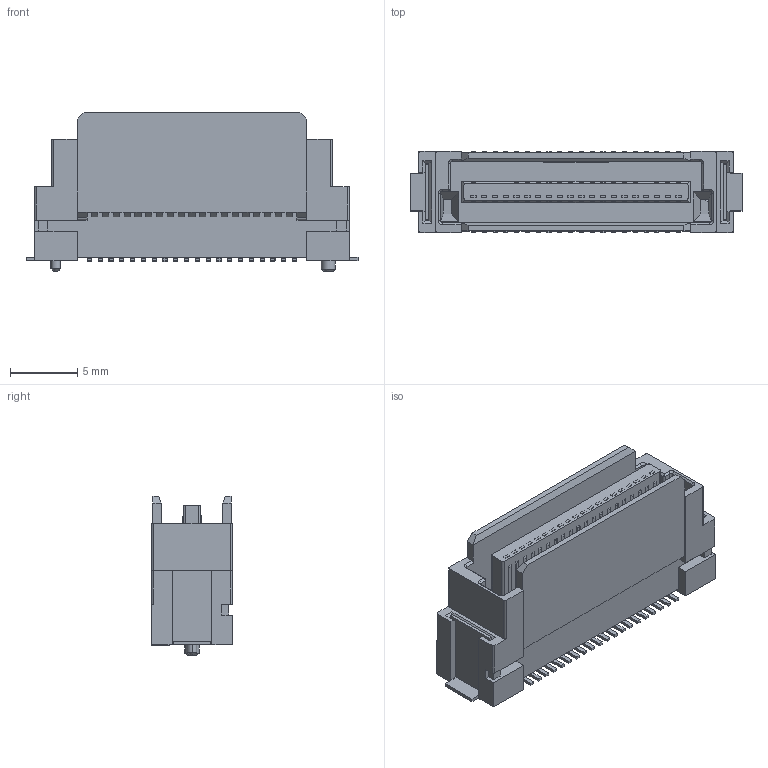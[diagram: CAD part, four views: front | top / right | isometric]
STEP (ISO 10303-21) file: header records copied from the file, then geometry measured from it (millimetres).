
FILE_DESCRIPTION( ('This file contains a STEP AP42 implementation' ,'as created by ZW3D STEP Interface translator.') ,'2;1' );
FILE_NAME( '3614-PXXX-110XXR01.stp' ,'23 321.141138', (''), ('ZWCAD Software Co.'), 'Version 1.0', 'ZW3D to STEP translator', '' );
FILE_SCHEMA(('AUTOMOTIVE_DESIGN { 1 0 10303 214 1 1 1 1 }'));
Length unit declared in the file: millimetre
Products named in the file (2): 0; 3614-PXXX-110XXR01
Bounding box: 24.6 x 6 x 11.8 mm (x, y, z)
Volume: 862.6 mm3; surface area: 1412 mm2
Topology: 1 solids, 2 shells, 1008 faces, 2687 edges, 1742 vertices
Faces by surface type: plane 795, cylinder 195, cone 14, bspline 2, torus 2
Full cylindrical faces by diameter (mm): 1.05 x1
Entity records: 32120 total; most frequent: CARTESIAN_POINT 5620, ORIENTED_EDGE 5370, DIRECTION 5088, EDGE_CURVE 2685, VECTOR 2250, LINE 2250, VERTEX_POINT 1742, AXIS2_PLACEMENT_3D 1419
